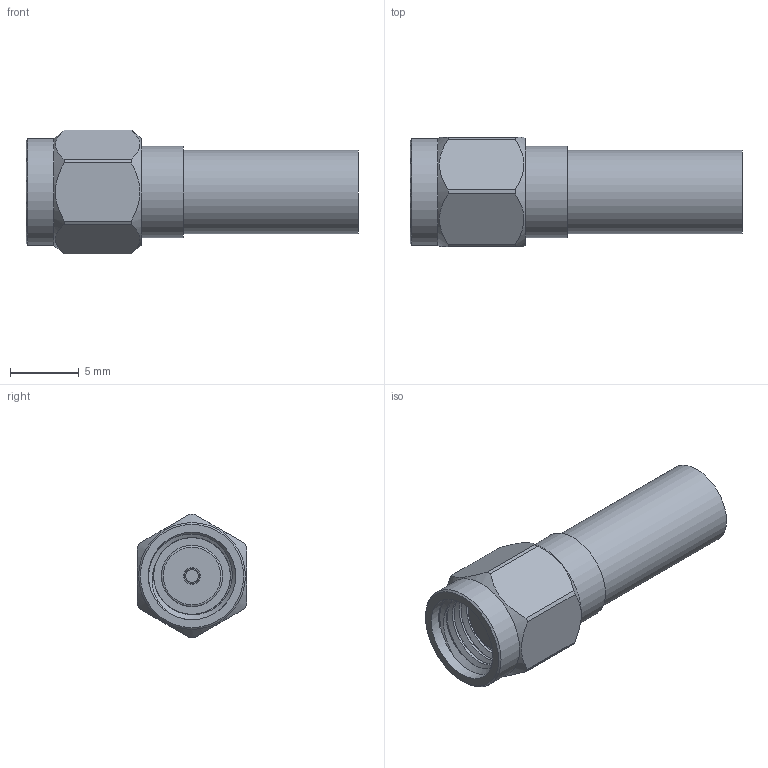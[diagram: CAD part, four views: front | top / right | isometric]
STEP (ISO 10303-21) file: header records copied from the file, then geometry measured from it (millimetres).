
FILE_DESCRIPTION (( 'STEP AP203' ), '1' );
FILE_NAME ('FMCN44231_3D.step', '2022-12-20T21:09:44', ( '' ), ( '' ), 'SwSTEP 2.0', 'SolidWorks 2021', '' );
FILE_SCHEMA (( 'CONFIG_CONTROL_DESIGN' ));
Length unit declared in the file: inch
Products named in the file (1): FMCN44231_3D
Bounding box: 24.13 x 7.94 x 8.99 mm (x, y, z)
Volume: 575.4 mm3; surface area: 1218.8 mm2
Topology: 2 solids, 2 shells, 69 faces, 186 edges, 127 vertices
Faces by surface type: plane 28, cylinder 27, cone 10, bspline 4
Full cylindrical faces by diameter (mm): 0.914 x1, 1.194 x1, 3.198 x1, 4.309 x1, 4.445 x1, 4.55 x1, 5.326 x1, 6.095 x1, 6.35 x6, 6.647 x1, 7.762 x1
Entity records: 3344 total; most frequent: CARTESIAN_POINT 1869, ORIENTED_EDGE 316, DIRECTION 244, EDGE_CURVE 158, VERTEX_POINT 122, AXIS2_PLACEMENT_3D 108, EDGE_LOOP 88, FACE_OUTER_BOUND 75
